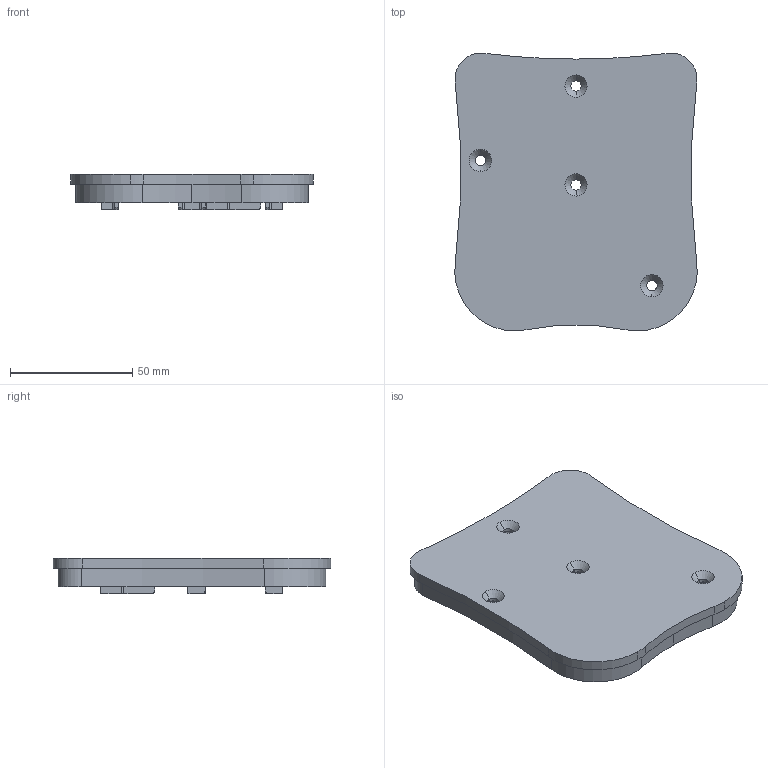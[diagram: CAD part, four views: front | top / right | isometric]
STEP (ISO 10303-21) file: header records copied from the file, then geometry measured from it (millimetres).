
FILE_DESCRIPTION (( 'STEP AP203' ), '1' );
FILE_NAME ('a4_blank_o.STEP', '2015-02-27T23:26:27', ( '' ), ( '' ), 'SwSTEP 2.0', 'SolidWorks 2013', '' );
FILE_SCHEMA (( 'CONFIG_CONTROL_DESIGN' ));
Length unit declared in the file: millimetre
Products named in the file (1): a4_blank_o
Bounding box: 98.95 x 113.41 x 14.3 mm (x, y, z)
Volume: 75008 mm3; surface area: 48634.8 mm2
Topology: 2 solids, 2 shells, 183 faces, 520 edges, 342 vertices
Faces by surface type: cylinder 89, plane 86, cone 8
Entity records: 6233 total; most frequent: CARTESIAN_POINT 1216, DIRECTION 1048, ORIENTED_EDGE 1040, EDGE_CURVE 520, AXIS2_PLACEMENT_3D 362, VERTEX_POINT 342, LINE 324, VECTOR 324
